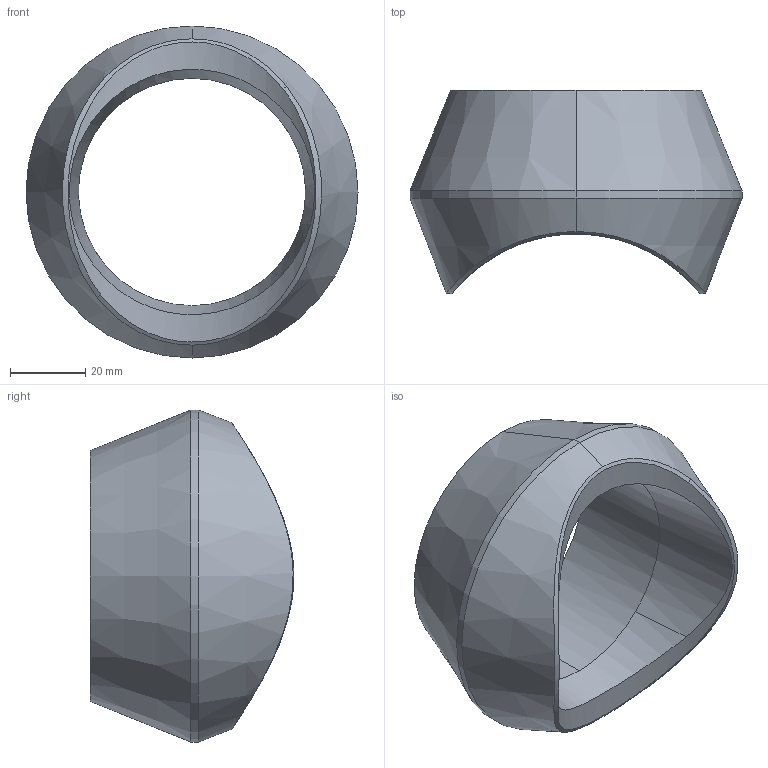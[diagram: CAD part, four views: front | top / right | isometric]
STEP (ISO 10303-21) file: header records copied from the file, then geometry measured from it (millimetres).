
FILE_DESCRIPTION (( 'STEP AP203' ), '1' );
FILE_NAME ('3 X 2.0 .STEP', '2025-05-10T00:35:03', '' );
FILE_SCHEMA (( 'CONFIG_CONTROL_DESIGN' ));
Length unit declared in the file: inch
Products named in the file (1): 3 X 2.0 
Bounding box: 88.11 x 54.04 x 88.11 mm (x, y, z)
Volume: 91246.8 mm3; surface area: 22817.9 mm2
Topology: 1 solids, 1 shells, 14 faces, 32 edges, 20 vertices
Faces by surface type: cylinder 5, bspline 4, cone 4, plane 1
Entity records: 1564 total; most frequent: CARTESIAN_POINT 1188, ORIENTED_EDGE 64, DIRECTION 54, EDGE_CURVE 32, AXIS2_PLACEMENT_3D 23, VERTEX_POINT 20, EDGE_LOOP 16, ADVANCED_FACE 14
